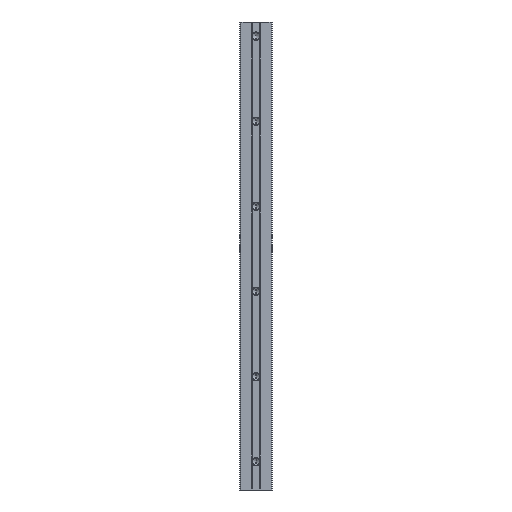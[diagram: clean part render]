
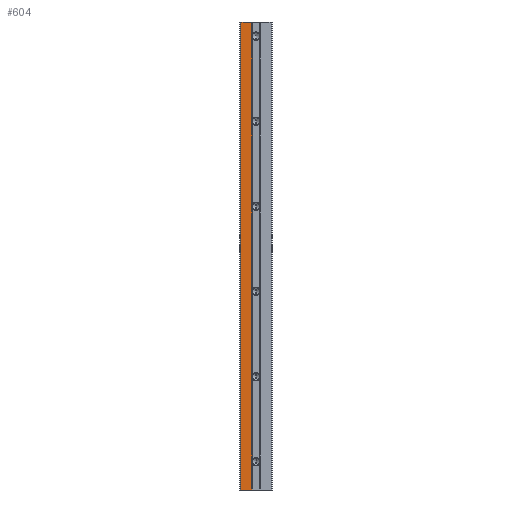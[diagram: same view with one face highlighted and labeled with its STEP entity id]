
A CAD part, front view. The second image highlights one B-rep face of the part: STEP entity #604.
In plain terms, the highlighted planar face has unit normal (0, -1, 0).
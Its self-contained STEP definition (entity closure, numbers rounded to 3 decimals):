
#5 = CARTESIAN_POINT ( 'NONE',  ( -3., 0., 141.114 ) ) ;
#20 = CARTESIAN_POINT ( 'NONE',  ( -3., 0., 198.886 ) ) ;
#290 = ORIENTED_EDGE ( 'NONE', *, *, #3270, .F. ) ;
#300 = ORIENTED_EDGE ( 'NONE', *, *, #3048, .F. ) ;
#303 = ORIENTED_EDGE ( 'NONE', *, *, #3294, .F. ) ;
#313 = ORIENTED_EDGE ( 'NONE', *, *, #3225, .F. ) ;
#316 = ORIENTED_EDGE ( 'NONE', *, *, #3045, .F. ) ;
#321 = ORIENTED_EDGE ( 'NONE', *, *, #3210, .F. ) ;
#333 = ORIENTED_EDGE ( 'NONE', *, *, #3241, .F. ) ;
#352 = EDGE_LOOP ( 'NONE', ( #510, #424, #300, #543, #316, #313, #303, #411, #290, #508, #321, #415, #333, #418, #515, #521 ) ) ;
#411 = ORIENTED_EDGE ( 'NONE', *, *, #3027, .F. ) ;
#415 = ORIENTED_EDGE ( 'NONE', *, *, #3310, .F. ) ;
#418 = ORIENTED_EDGE ( 'NONE', *, *, #2979, .F. ) ;
#424 = ORIENTED_EDGE ( 'NONE', *, *, #3322, .F. ) ;
#508 = ORIENTED_EDGE ( 'NONE', *, *, #3292, .F. ) ;
#510 = ORIENTED_EDGE ( 'NONE', *, *, #3163, .F. ) ;
#515 = ORIENTED_EDGE ( 'NONE', *, *, #3273, .T. ) ;
#521 = ORIENTED_EDGE ( 'NONE', *, *, #3272, .T. ) ;
#543 = ORIENTED_EDGE ( 'NONE', *, *, #3249, .F. ) ;
#577 = CARTESIAN_POINT ( 'NONE',  ( -3., 0., 258.886 ) ) ;
#604 = ADVANCED_FACE ( 'NONE', ( #1821 ), #2335, .F. ) ;
#616 = DIRECTION ( 'NONE',  ( 0., 0., -1. ) ) ;
#629 = CARTESIAN_POINT ( 'NONE',  ( 0., 0., 200. ) ) ;
#642 = CARTESIAN_POINT ( 'NONE',  ( -3., 0., 330. ) ) ;
#650 = DIRECTION ( 'NONE',  ( 0., -1., 0. ) ) ;
#676 = DIRECTION ( 'NONE',  ( 0., 0., -1. ) ) ;
#730 = DIRECTION ( 'NONE',  ( 0., 0., -1. ) ) ;
#772 = CARTESIAN_POINT ( 'NONE',  ( -3., 0., 330. ) ) ;
#837 = DIRECTION ( 'NONE',  ( 0., 0., -1. ) ) ;
#845 = CARTESIAN_POINT ( 'NONE',  ( -10.7, 0., 330. ) ) ;
#850 = CARTESIAN_POINT ( 'NONE',  ( -3., 0., 330. ) ) ;
#854 = DIRECTION ( 'NONE',  ( 0., 0., -1. ) ) ;
#857 = DIRECTION ( 'NONE',  ( 1., 0., 0. ) ) ;
#860 = CARTESIAN_POINT ( 'NONE',  ( -10.7, 0., 0. ) ) ;
#869 = DIRECTION ( 'NONE',  ( 1., 0., 0. ) ) ;
#870 = CARTESIAN_POINT ( 'NONE',  ( -10.7, 0., 330. ) ) ;
#883 = CARTESIAN_POINT ( 'NONE',  ( -3., 0., 138.886 ) ) ;
#904 = CARTESIAN_POINT ( 'NONE',  ( -3., 0., 318.886 ) ) ;
#925 = CARTESIAN_POINT ( 'NONE',  ( -3., 0., 81.114 ) ) ;
#927 = CARTESIAN_POINT ( 'NONE',  ( -3., 0., 201.114 ) ) ;
#959 = CARTESIAN_POINT ( 'NONE',  ( -3., 0., 78.886 ) ) ;
#964 = CARTESIAN_POINT ( 'NONE',  ( -10.7, 0., 330. ) ) ;
#967 = CARTESIAN_POINT ( 'NONE',  ( -3., 0., 0. ) ) ;
#970 = CARTESIAN_POINT ( 'NONE',  ( -3., 0., 18.886 ) ) ;
#984 = CARTESIAN_POINT ( 'NONE',  ( -3., 0., 321.114 ) ) ;
#1025 = CARTESIAN_POINT ( 'NONE',  ( -3., 0., 330. ) ) ;
#1028 = CARTESIAN_POINT ( 'NONE',  ( -3., 0., 21.114 ) ) ;
#1030 = CARTESIAN_POINT ( 'NONE',  ( -10.7, 0., 0. ) ) ;
#1031 = CARTESIAN_POINT ( 'NONE',  ( -3., 0., 261.114 ) ) ;
#1124 = LINE ( 'NONE', #860, #1234 ) ;
#1169 = LINE ( 'NONE', #850, #1217 ) ;
#1171 = VECTOR ( 'NONE', #1461, 1000. ) ;
#1202 = CIRCLE ( 'NONE', #1726, 3.2 ) ;
#1213 = CIRCLE ( 'NONE', #1591, 3.2 ) ;
#1217 = VECTOR ( 'NONE', #854, 1000. ) ;
#1218 = VECTOR ( 'NONE', #1355, 1000. ) ;
#1233 = CIRCLE ( 'NONE', #1698, 3.2 ) ;
#1234 = VECTOR ( 'NONE', #857, 1000. ) ;
#1235 = LINE ( 'NONE', #845, #1248 ) ;
#1246 = LINE ( 'NONE', #1439, #1171 ) ;
#1248 = VECTOR ( 'NONE', #837, 1000. ) ;
#1251 = CIRCLE ( 'NONE', #1732, 3.2 ) ;
#1252 = VECTOR ( 'NONE', #3410, 1000. ) ;
#1258 = CIRCLE ( 'NONE', #1606, 3.2 ) ;
#1271 = LINE ( 'NONE', #1362, #1218 ) ;
#1274 = LINE ( 'NONE', #3409, #1252 ) ;
#1355 = DIRECTION ( 'NONE',  ( 0., 0., -1. ) ) ;
#1362 = CARTESIAN_POINT ( 'NONE',  ( -3., 0., 330. ) ) ;
#1367 = DIRECTION ( 'NONE',  ( 0., 0., -1. ) ) ;
#1370 = CARTESIAN_POINT ( 'NONE',  ( 0., 0., 140. ) ) ;
#1410 = DIRECTION ( 'NONE',  ( 0., -1., 0. ) ) ;
#1428 = DIRECTION ( 'NONE',  ( 0., -1., 0. ) ) ;
#1434 = DIRECTION ( 'NONE',  ( 0., 0., -1. ) ) ;
#1439 = CARTESIAN_POINT ( 'NONE',  ( -3., 0., 330. ) ) ;
#1460 = CARTESIAN_POINT ( 'NONE',  ( 0., 0., 80. ) ) ;
#1461 = DIRECTION ( 'NONE',  ( 0., 0., -1. ) ) ;
#1548 = DIRECTION ( 'NONE',  ( 0., 0., -1. ) ) ;
#1549 = CARTESIAN_POINT ( 'NONE',  ( -3., 0., 330. ) ) ;
#1591 = AXIS2_PLACEMENT_3D ( 'NONE', #3462, #3463, #3464 ) ;
#1606 = AXIS2_PLACEMENT_3D ( 'NONE', #3437, #3438, #3439 ) ;
#1616 = AXIS2_PLACEMENT_3D ( 'NONE', #629, #650, #616 ) ;
#1698 = AXIS2_PLACEMENT_3D ( 'NONE', #3406, #3407, #3408 ) ;
#1726 = AXIS2_PLACEMENT_3D ( 'NONE', #1460, #1428, #1434 ) ;
#1732 = AXIS2_PLACEMENT_3D ( 'NONE', #1370, #1410, #1367 ) ;
#1821 = FACE_OUTER_BOUND ( 'NONE', #352, .T. ) ;
#1888 = VECTOR ( 'NONE', #869, 1000. ) ;
#1920 = LINE ( 'NONE', #870, #1888 ) ;
#2055 = VECTOR ( 'NONE', #676, 1000. ) ;
#2067 = CIRCLE ( 'NONE', #1616, 3.2 ) ;
#2117 = LINE ( 'NONE', #642, #2055 ) ;
#2150 = LINE ( 'NONE', #772, #2161 ) ;
#2161 = VECTOR ( 'NONE', #730, 1000. ) ;
#2315 = DIRECTION ( 'NONE',  ( -1., 0., 0. ) ) ;
#2325 = CARTESIAN_POINT ( 'NONE',  ( -10.7, 0., 330. ) ) ;
#2326 = DIRECTION ( 'NONE',  ( 0., 1., 0. ) ) ;
#2335 = PLANE ( 'NONE',  #3049 ) ;
#2492 = VERTEX_POINT ( 'NONE', #5 ) ;
#2493 = VERTEX_POINT ( 'NONE', #20 ) ;
#2496 = VERTEX_POINT ( 'NONE', #577 ) ;
#2510 = VERTEX_POINT ( 'NONE', #904 ) ;
#2512 = VERTEX_POINT ( 'NONE', #1031 ) ;
#2516 = VERTEX_POINT ( 'NONE', #927 ) ;
#2530 = VERTEX_POINT ( 'NONE', #1025 ) ;
#2531 = VERTEX_POINT ( 'NONE', #984 ) ;
#2532 = VERTEX_POINT ( 'NONE', #1030 ) ;
#2533 = VERTEX_POINT ( 'NONE', #964 ) ;
#2589 = VERTEX_POINT ( 'NONE', #970 ) ;
#2592 = VERTEX_POINT ( 'NONE', #883 ) ;
#2599 = VERTEX_POINT ( 'NONE', #925 ) ;
#2605 = VERTEX_POINT ( 'NONE', #967 ) ;
#2614 = VERTEX_POINT ( 'NONE', #1028 ) ;
#2615 = VERTEX_POINT ( 'NONE', #959 ) ;
#2817 = VECTOR ( 'NONE', #1548, 1000. ) ;
#2872 = LINE ( 'NONE', #1549, #2817 ) ;
#2979 = EDGE_CURVE ( 'NONE', #2533, #2530, #1920, .T. ) ;
#3027 = EDGE_CURVE ( 'NONE', #2516, #2493, #2067, .T. ) ;
#3045 = EDGE_CURVE ( 'NONE', #2592, #2599, #2117, .T. ) ;
#3048 = EDGE_CURVE ( 'NONE', #2615, #2614, #2150, .T. ) ;
#3049 = AXIS2_PLACEMENT_3D ( 'NONE', #2325, #2326, #2315 ) ;
#3163 = EDGE_CURVE ( 'NONE', #2589, #2605, #2872, .T. ) ;
#3210 = EDGE_CURVE ( 'NONE', #2510, #2512, #1271, .T. ) ;
#3225 = EDGE_CURVE ( 'NONE', #2492, #2592, #1251, .T. ) ;
#3241 = EDGE_CURVE ( 'NONE', #2530, #2531, #1246, .T. ) ;
#3249 = EDGE_CURVE ( 'NONE', #2599, #2615, #1202, .T. ) ;
#3270 = EDGE_CURVE ( 'NONE', #2496, #2516, #1169, .T. ) ;
#3272 = EDGE_CURVE ( 'NONE', #2532, #2605, #1124, .T. ) ;
#3273 = EDGE_CURVE ( 'NONE', #2533, #2532, #1235, .T. ) ;
#3292 = EDGE_CURVE ( 'NONE', #2512, #2496, #1233, .T. ) ;
#3294 = EDGE_CURVE ( 'NONE', #2493, #2492, #1274, .T. ) ;
#3310 = EDGE_CURVE ( 'NONE', #2531, #2510, #1258, .T. ) ;
#3322 = EDGE_CURVE ( 'NONE', #2614, #2589, #1213, .T. ) ;
#3406 = CARTESIAN_POINT ( 'NONE',  ( 0., 0., 260. ) ) ;
#3407 = DIRECTION ( 'NONE',  ( 0., -1., 0. ) ) ;
#3408 = DIRECTION ( 'NONE',  ( 0., 0., -1. ) ) ;
#3409 = CARTESIAN_POINT ( 'NONE',  ( -3., 0., 330. ) ) ;
#3410 = DIRECTION ( 'NONE',  ( 0., 0., -1. ) ) ;
#3437 = CARTESIAN_POINT ( 'NONE',  ( 0., 0., 320. ) ) ;
#3438 = DIRECTION ( 'NONE',  ( 0., -1., 0. ) ) ;
#3439 = DIRECTION ( 'NONE',  ( 0., 0., -1. ) ) ;
#3462 = CARTESIAN_POINT ( 'NONE',  ( 0., 0., 20. ) ) ;
#3463 = DIRECTION ( 'NONE',  ( 0., -1., 0. ) ) ;
#3464 = DIRECTION ( 'NONE',  ( 0., 0., -1. ) ) ;
